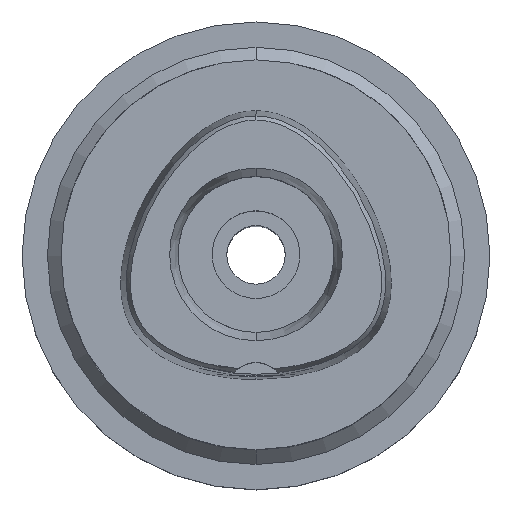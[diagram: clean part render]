
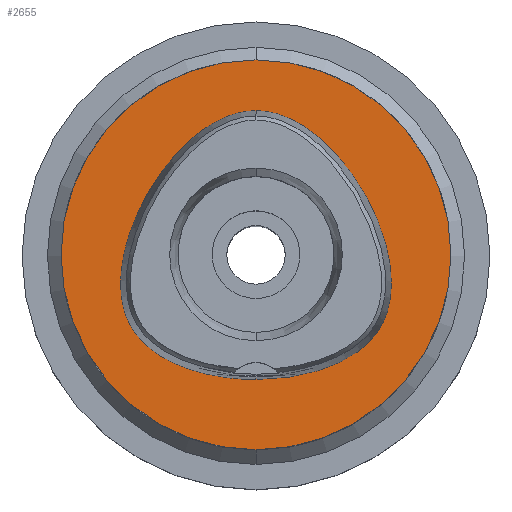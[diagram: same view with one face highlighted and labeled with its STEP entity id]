
A CAD part, top view. The second image highlights one B-rep face of the part: STEP entity #2655.
In plain terms, the highlighted planar face has unit normal (0, 0, 1).
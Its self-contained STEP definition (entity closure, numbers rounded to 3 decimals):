
#275=CARTESIAN_POINT('',(0.,0.,0.));
#276=DIRECTION('',(0.,0.,-1.));
#277=DIRECTION('',(0.,-1.,0.));
#278=AXIS2_PLACEMENT_3D('',#275,#276,#277);
#283=CARTESIAN_POINT('',(0.,0.,0.));
#284=DIRECTION('',(0.,0.,-1.));
#285=DIRECTION('',(0.,1.,0.));
#286=AXIS2_PLACEMENT_3D('',#283,#284,#285);
#291=CARTESIAN_POINT('',(0.,-25.575,0.));
#292=CARTESIAN_POINT('',(1.299,-25.575,0.));
#293=CARTESIAN_POINT('',(3.826,-25.473,
0.));
#294=CARTESIAN_POINT('',(7.435,-25.042,0.));
#295=CARTESIAN_POINT('',(10.762,-24.369,0.));
#296=CARTESIAN_POINT('',(13.728,-23.507,0.));
#297=CARTESIAN_POINT('',(16.305,-22.511,0.));
#298=CARTESIAN_POINT('',(18.515,-21.422,0.));
#299=CARTESIAN_POINT('',(20.402,-20.264,0.));
#300=CARTESIAN_POINT('',(21.986,-19.069,0.));
#301=CARTESIAN_POINT('',(23.318,-17.838,0.));
#302=CARTESIAN_POINT('',(24.433,-16.573,0.));
#303=CARTESIAN_POINT('',(25.364,-15.258,0.));
#304=CARTESIAN_POINT('',(26.14,-13.854,0.));
#305=CARTESIAN_POINT('',(26.766,-12.348,0.));
#306=CARTESIAN_POINT('',(27.259,-10.695,0.));
#307=CARTESIAN_POINT('',(27.608,-8.861,0.));
#308=CARTESIAN_POINT('',(27.793,-6.807,0.));
#309=CARTESIAN_POINT('',(27.781,-4.51,0.));
#310=CARTESIAN_POINT('',(27.532,-1.95,0.));
#311=CARTESIAN_POINT('',(27.002,0.882,0.));
#312=CARTESIAN_POINT('',(26.148,3.966,0.));
#313=CARTESIAN_POINT('',(24.939,7.255,0.));
#314=CARTESIAN_POINT('',(23.37,10.648,0.));
#315=CARTESIAN_POINT('',(21.485,13.999,0.));
#316=CARTESIAN_POINT('',(19.373,17.142,0.));
#317=CARTESIAN_POINT('',(17.148,19.94,0.));
#318=CARTESIAN_POINT('',(14.898,22.338,0.));
#319=CARTESIAN_POINT('',(12.694,24.323,0.));
#320=CARTESIAN_POINT('',(10.576,25.92,0.));
#321=CARTESIAN_POINT('',(8.564,27.169,0.));
#322=CARTESIAN_POINT('',(6.667,28.114,0.));
#323=CARTESIAN_POINT('',(4.868,28.8,0.));
#324=CARTESIAN_POINT('',(3.165,29.259,0.));
#325=CARTESIAN_POINT('',(1.547,29.52,
0.));
#326=CARTESIAN_POINT('',(0.508,29.575,
0.));
#327=CARTESIAN_POINT('',(0.,29.575,
0.));
#332=CARTESIAN_POINT('',(0.,29.575,
0.));
#333=CARTESIAN_POINT('',(-0.509,29.575,0.));
#334=CARTESIAN_POINT('',(-1.549,29.52,
0.));
#335=CARTESIAN_POINT('',(-3.17,29.258,0.));
#336=CARTESIAN_POINT('',(-4.874,28.798,0.));
#337=CARTESIAN_POINT('',(-6.676,28.11,0.));
#338=CARTESIAN_POINT('',(-8.577,27.162,0.));
#339=CARTESIAN_POINT('',(-10.593,25.909,0.));
#340=CARTESIAN_POINT('',(-12.715,24.306,0.));
#341=CARTESIAN_POINT('',(-14.924,22.313,0.));
#342=CARTESIAN_POINT('',(-17.176,19.907,0.));
#343=CARTESIAN_POINT('',(-19.404,17.1,0.));
#344=CARTESIAN_POINT('',(-21.514,13.952,0.));
#345=CARTESIAN_POINT('',(-23.396,10.598,0.));
#346=CARTESIAN_POINT('',(-24.959,7.205,0.));
#347=CARTESIAN_POINT('',(-26.164,3.918,0.));
#348=CARTESIAN_POINT('',(-27.012,0.839,0.));
#349=CARTESIAN_POINT('',(-27.538,-1.989,0.));
#350=CARTESIAN_POINT('',(-27.783,-4.544,0.));
#351=CARTESIAN_POINT('',(-27.792,-6.836,0.));
#352=CARTESIAN_POINT('',(-27.604,-8.894,0.));
#353=CARTESIAN_POINT('',(-27.251,-10.728,0.));
#354=CARTESIAN_POINT('',(-26.758,-12.369,0.));
#355=CARTESIAN_POINT('',(-26.135,-13.862,0.));
#356=CARTESIAN_POINT('',(-25.377,-15.236,0.));
#357=CARTESIAN_POINT('',(-24.455,-16.544,0.));
#358=CARTESIAN_POINT('',(-23.35,-17.805,0.));
#359=CARTESIAN_POINT('',(-22.023,-19.037,0.));
#360=CARTESIAN_POINT('',(-20.432,-20.244,0.));
#361=CARTESIAN_POINT('',(-18.554,-21.401,0.));
#362=CARTESIAN_POINT('',(-16.34,-22.496,0.));
#363=CARTESIAN_POINT('',(-13.761,-23.496,0.));
#364=CARTESIAN_POINT('',(-10.794,-24.362,0.));
#365=CARTESIAN_POINT('',(-7.454,-25.039,0.));
#366=CARTESIAN_POINT('',(-3.829,-25.473,
0.));
#367=CARTESIAN_POINT('',(-1.299,-25.575,0.));
#368=CARTESIAN_POINT('',(0.,-25.575,0.));
#1712=VERTEX_POINT('',#332);
#1713=VERTEX_POINT('',#368);
#1718=CARTESIAN_POINT('',(0.,-40.,0.));
#1719=CARTESIAN_POINT('',(0.,40.,0.));
#1720=VERTEX_POINT('',#1718);
#1721=VERTEX_POINT('',#1719);
#2639=CARTESIAN_POINT('',(0.,0.,0.));
#2640=DIRECTION('',(0.,0.,-1.));
#2641=DIRECTION('',(0.,-1.,0.));
#2642=AXIS2_PLACEMENT_3D('',#2639,#2640,#2641);
#2643=PLANE('',#2642);
#2645=ORIENTED_EDGE('',*,*,#2644,.T.);
#2647=ORIENTED_EDGE('',*,*,#2646,.T.);
#2648=EDGE_LOOP('',(#2645,#2647));
#2649=FACE_OUTER_BOUND('',#2648,.F.);
#2651=ORIENTED_EDGE('',*,*,#2650,.T.);
#2652=ORIENTED_EDGE('',*,*,#2622,.T.);
#2653=EDGE_LOOP('',(#2651,#2652));
#2654=FACE_BOUND('',#2653,.F.);
#279=CIRCLE('',#278,40.);
#287=CIRCLE('',#286,40.);
#328=B_SPLINE_CURVE_WITH_KNOTS('',3,(#291,#292,#293,#294,#295,#296,#297,#298,
#299,#300,#301,#302,#303,#304,#305,#306,#307,#308,#309,#310,#311,#312,#313,#314,
#315,#316,#317,#318,#319,#320,#321,#322,#323,#324,#325,#326,#327),.UNSPECIFIED.,
.F.,.F.,(4,1,1,1,1,1,1,1,1,1,1,1,1,1,1,1,1,1,1,1,1,1,1,1,1,1,1,1,1,1,1,1,1,1,4),
(0.,0.029,0.059,0.088,0.118,
0.147,0.176,0.206,0.235,
0.265,0.294,0.324,0.353,
0.382,0.412,0.441,0.471,0.5,
0.529,0.559,0.588,0.618,
0.647,0.676,0.706,0.735,
0.765,0.794,0.824,0.853,
0.882,0.912,0.941,0.971,1.),
.UNSPECIFIED.);
#369=B_SPLINE_CURVE_WITH_KNOTS('',3,(#332,#333,#334,#335,#336,#337,#338,#339,
#340,#341,#342,#343,#344,#345,#346,#347,#348,#349,#350,#351,#352,#353,#354,#355,
#356,#357,#358,#359,#360,#361,#362,#363,#364,#365,#366,#367,#368),.UNSPECIFIED.,
.F.,.F.,(4,1,1,1,1,1,1,1,1,1,1,1,1,1,1,1,1,1,1,1,1,1,1,1,1,1,1,1,1,1,1,1,1,1,4),
(0.,0.029,0.059,0.088,0.118,
0.147,0.176,0.206,0.235,
0.265,0.294,0.324,0.353,
0.382,0.412,0.441,0.471,0.5,
0.529,0.559,0.588,0.618,
0.647,0.676,0.706,0.735,
0.765,0.794,0.824,0.853,
0.882,0.912,0.941,0.971,1.),
.UNSPECIFIED.);
#2622=EDGE_CURVE('',#1712,#1713,#369,.T.);
#2644=EDGE_CURVE('',#1720,#1721,#279,.T.);
#2646=EDGE_CURVE('',#1721,#1720,#287,.T.);
#2650=EDGE_CURVE('',#1713,#1712,#328,.T.);
#2655=ADVANCED_FACE('',(#2649,#2654),#2643,.F.);
